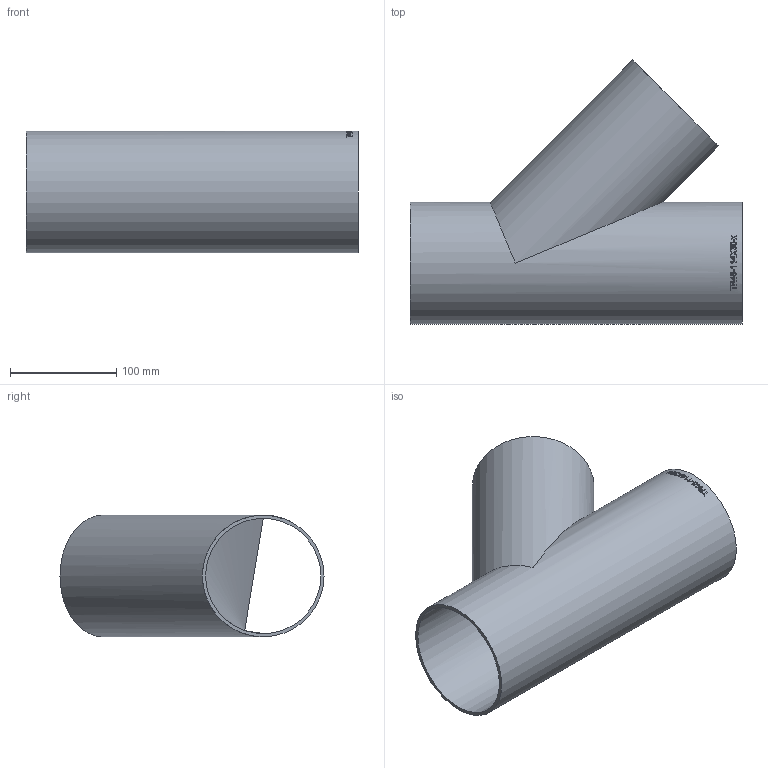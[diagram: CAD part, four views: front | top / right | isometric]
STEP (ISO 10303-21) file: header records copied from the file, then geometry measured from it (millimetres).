
FILE_DESCRIPTION (( 'STEP AP214' ), '1' );
FILE_NAME ('TR45-114X30-x T-Stück 45°geschweisst Ø114,3 L312 1911.STEP', '2019-11-14T13:08:35', ( '' ), ( '' ), 'SwSTEP 2.0', 'SolidWorks 2016', '' );
FILE_SCHEMA (( 'AUTOMOTIVE_DESIGN' ));
Length unit declared in the file: millimetre
Products named in the file (1): TR45-114X30-x T-Stück 45°geschweisst Ø114,3 L312  1911
Bounding box: 312 x 248.16 x 114.3 mm (x, y, z)
Volume: 445486 mm3; surface area: 300149.9 mm2
Topology: 1 solids, 1 shells, 175 faces, 474 edges, 316 vertices
Faces by surface type: bspline 81, plane 73, cylinder 21
Full cylindrical faces by diameter (mm): 108.3 x2, 114.3 x2
Entity records: 16604 total; most frequent: CARTESIAN_POINT 11087, ORIENTED_EDGE 926, DIRECTION 472, EDGE_CURVE 463, VERTEX_POINT 312, B_SPLINE_CURVE_WITH_KNOTS 263, EDGE_LOOP 201, AXIS2_PLACEMENT_3D 181
